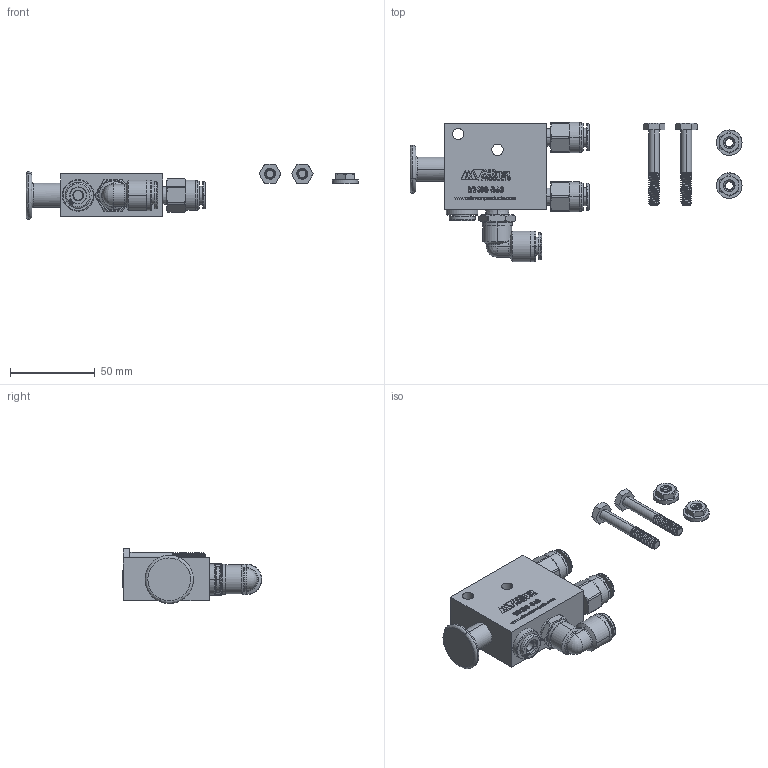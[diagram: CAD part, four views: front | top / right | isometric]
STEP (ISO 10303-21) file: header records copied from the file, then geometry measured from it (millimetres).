
FILE_DESCRIPTION (( 'STEP AP214' ), '1' );
FILE_NAME ('B2400-B63-VALVE-ASSY-CARTRIDGE-SLIDE-PIN.STEP', '2022-05-24T12:34:27', ( '' ), ( '' ), 'SwSTEP 2.0', 'SolidWorks 2018', '' );
FILE_SCHEMA (( 'AUTOMOTIVE_DESIGN' ));
Length unit declared in the file: millimetre
Products named in the file (1): B2400-B63-VALVE-ASSY-CARTRIDGE-SLIDE-PIN
Bounding box: 196.24 x 82.4 x 32.54 mm (x, y, z)
Volume: 102311.3 mm3; surface area: 31497.7 mm2
Topology: 5 solids, 5 shells, 1917 faces, 5053 edges, 3334 vertices
Faces by surface type: plane 967, bspline 627, cylinder 215, cone 108
Entity records: 113317 total; most frequent: CARTESIAN_POINT 53777, ORIENTED_EDGE 10102, DIRECTION 6218, EDGE_CURVE 5051, VERTEX_POINT 3334, VECTOR 2936, LINE 2936, EDGE_LOOP 2115
